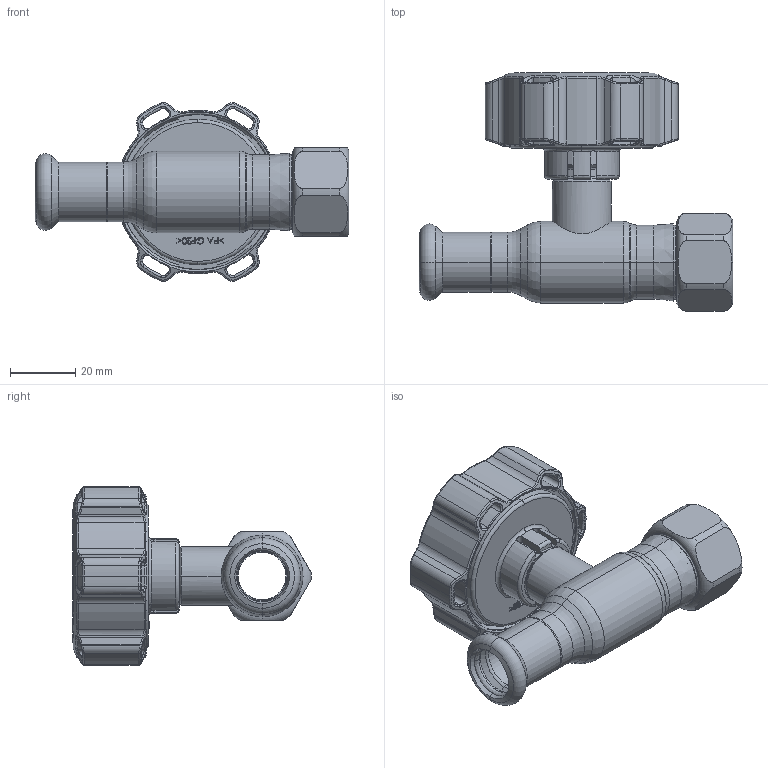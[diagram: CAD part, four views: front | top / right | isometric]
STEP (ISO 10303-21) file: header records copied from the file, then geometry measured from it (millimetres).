
FILE_DESCRIPTION (( 'STEP AP214' ), '1' );
FILE_NAME ('2010001010-0200.step', '2024-01-11T10:58:28', ( '' ), ( '' ), 'SwSTEP 2.0', 'SolidWorks 2021', '' );
FILE_SCHEMA (( 'AUTOMOTIVE_DESIGN' ));
Length unit declared in the file: millimetre
Products named in the file (1): 2010001010-0200
Bounding box: 96 x 72.9 x 54.57 mm (x, y, z)
Surface area: 25557.2 mm2 (no closed solid volume)
Topology: 0 solids, 10 shells, 549 faces, 1615 edges, 1042 vertices
Faces by surface type: bspline 187, cylinder 130, plane 93, torus 83, cone 56
Entity records: 35011 total; most frequent: CARTESIAN_POINT 16164, ORIENTED_EDGE 2855, DIRECTION 2218, EDGE_CURVE 1615, VERTEX_POINT 1042, AXIS2_PLACEMENT_3D 893, B_SPLINE_CURVE_WITH_KNOTS 623, EDGE_LOOP 582
